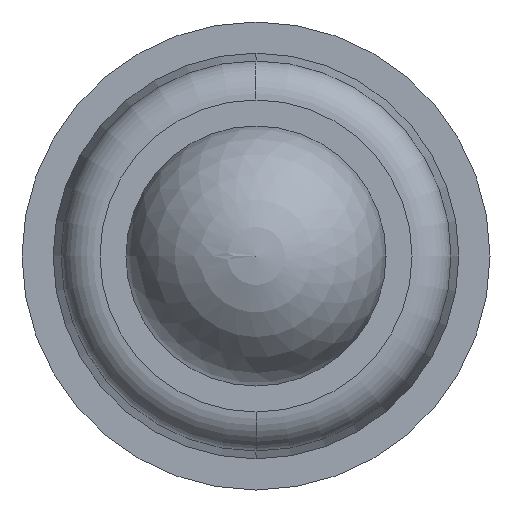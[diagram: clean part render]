
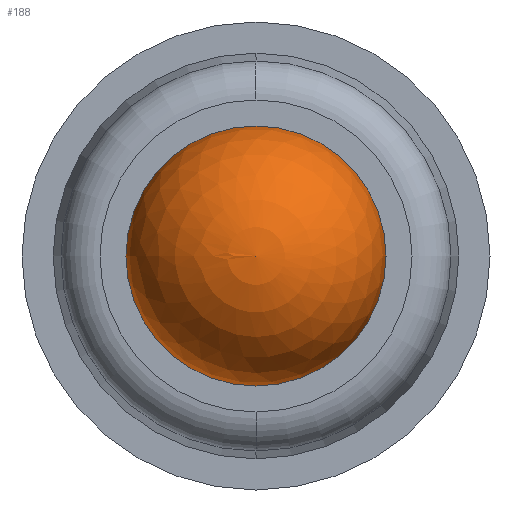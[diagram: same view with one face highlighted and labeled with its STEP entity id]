
A CAD part, left-side view. The second image highlights one B-rep face of the part: STEP entity #188.
In plain terms, the highlighted spherical face has radius 0.5 mm.
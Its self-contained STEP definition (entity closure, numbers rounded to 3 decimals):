
#3 = CARTESIAN_POINT ( 'NONE',  ( 31.737, 0., -0.5 ) ) ;
#11 = CARTESIAN_POINT ( 'NONE',  ( 31.737, 0., 0. ) ) ;
#50 = DIRECTION ( 'NONE',  ( 0., 1., 0. ) ) ;
#90 = ORIENTED_EDGE ( 'NONE', *, *, #331, .T. ) ;
#111 = AXIS2_PLACEMENT_3D ( 'NONE', #414, #354, #248 ) ;
#155 = FACE_OUTER_BOUND ( 'NONE', #531, .T. ) ;
#169 = CARTESIAN_POINT ( 'NONE',  ( 31.737, 0., 0.5 ) ) ;
#188 = ADVANCED_FACE ( 'NONE', ( #155 ), #467, .T. ) ;
#225 = DIRECTION ( 'NONE',  ( -1., 0., 0. ) ) ;
#234 = DIRECTION ( 'NONE',  ( 0., 0., 1. ) ) ;
#248 = DIRECTION ( 'NONE',  ( 0., 0., 1. ) ) ;
#324 = ORIENTED_EDGE ( 'NONE', *, *, #500, .T. ) ;
#326 = CARTESIAN_POINT ( 'NONE',  ( 31.737, 0., 0. ) ) ;
#331 = EDGE_CURVE ( 'NONE', #496, #428, #435, .T. ) ;
#354 = DIRECTION ( 'NONE',  ( -1., 0., 0. ) ) ;
#372 = DIRECTION ( 'NONE',  ( 1., 0., 0. ) ) ;
#414 = CARTESIAN_POINT ( 'NONE',  ( 31.737, 0., 0. ) ) ;
#428 = VERTEX_POINT ( 'NONE', #169 ) ;
#435 = CIRCLE ( 'NONE', #518, 0.5 ) ;
#467 = SPHERICAL_SURFACE ( 'NONE', #631, 0.5 ) ;
#496 = VERTEX_POINT ( 'NONE', #3 ) ;
#500 = EDGE_CURVE ( 'NONE', #428, #496, #513, .T. ) ;
#513 = CIRCLE ( 'NONE', #111, 0.5 ) ;
#518 = AXIS2_PLACEMENT_3D ( 'NONE', #326, #225, #234 ) ;
#531 = EDGE_LOOP ( 'NONE', ( #324, #90 ) ) ;
#631 = AXIS2_PLACEMENT_3D ( 'NONE', #11, #372, #50 ) ;
